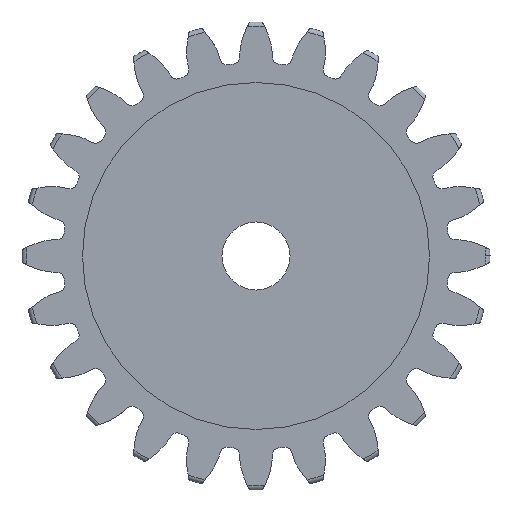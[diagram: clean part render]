
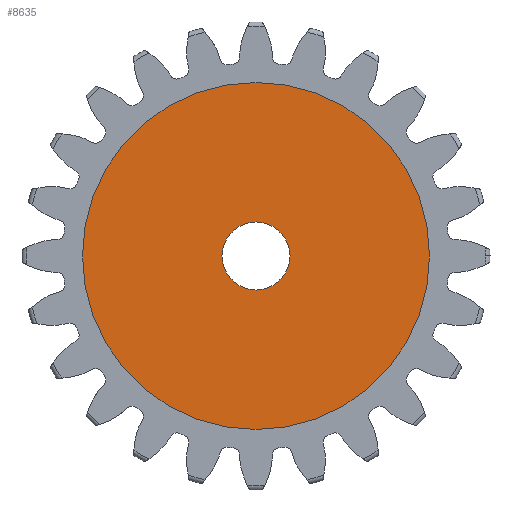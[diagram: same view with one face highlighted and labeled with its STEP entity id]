
A CAD part, left-side view. The second image highlights one B-rep face of the part: STEP entity #8635.
In plain terms, the highlighted planar face has unit normal (-1, 0, 0).
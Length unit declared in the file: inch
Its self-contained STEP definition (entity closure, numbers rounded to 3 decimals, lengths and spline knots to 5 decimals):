
#156 = DIRECTION ( 'NONE',  ( -1., 0., 0. ) ) ;
#571 = DIRECTION ( 'NONE',  ( 0., -1., 0. ) ) ;
#772 = CARTESIAN_POINT ( 'NONE',  ( -0.045, -0.30125, 0. ) ) ;
#1204 = EDGE_CURVE ( 'NONE', #6721, #1308, #3930, .T. ) ;
#1308 = VERTEX_POINT ( 'NONE', #3666 ) ;
#1735 = CARTESIAN_POINT ( 'NONE',  ( -0.045, 0., 0. ) ) ;
#2584 = DIRECTION ( 'NONE',  ( 0., -1., 0. ) ) ;
#3037 = DIRECTION ( 'NONE',  ( -1., 0., 0. ) ) ;
#3043 = ORIENTED_EDGE ( 'NONE', *, *, #1204, .T. ) ;
#3072 = CARTESIAN_POINT ( 'NONE',  ( -0.045, 0., 0. ) ) ;
#3153 = CIRCLE ( 'NONE', #4009, 0.05906 ) ;
#3179 = AXIS2_PLACEMENT_3D ( 'NONE', #10269, #156, #6071 ) ;
#3330 = ORIENTED_EDGE ( 'NONE', *, *, #6379, .F. ) ;
#3462 = FACE_BOUND ( 'NONE', #8025, .T. ) ;
#3666 = CARTESIAN_POINT ( 'NONE',  ( -0.045, 0.30125, 0. ) ) ;
#3679 = EDGE_CURVE ( 'NONE', #9355, #6561, #3153, .T. ) ;
#3907 = DIRECTION ( 'NONE',  ( 0., -1., 0. ) ) ;
#3930 = CIRCLE ( 'NONE', #7175, 0.30125 ) ;
#4009 = AXIS2_PLACEMENT_3D ( 'NONE', #9946, #4905, #10789 ) ;
#4235 = AXIS2_PLACEMENT_3D ( 'NONE', #1735, #7634, #2584 ) ;
#4353 = PLANE ( 'NONE',  #3179 ) ;
#4776 = CARTESIAN_POINT ( 'NONE',  ( -0.045, 0., 0.05906 ) ) ;
#4905 = DIRECTION ( 'NONE',  ( -1., 0., 0. ) ) ;
#5556 = CARTESIAN_POINT ( 'NONE',  ( -0.045, 0., -0.05906 ) ) ;
#5777 = AXIS2_PLACEMENT_3D ( 'NONE', #3072, #8962, #3907 ) ;
#6071 = DIRECTION ( 'NONE',  ( 0., -1., 0. ) ) ;
#6379 = EDGE_CURVE ( 'NONE', #6561, #9355, #10605, .T. ) ;
#6385 = ORIENTED_EDGE ( 'NONE', *, *, #8388, .T. ) ;
#6561 = VERTEX_POINT ( 'NONE', #5556 ) ;
#6721 = VERTEX_POINT ( 'NONE', #772 ) ;
#6836 = ORIENTED_EDGE ( 'NONE', *, *, #3679, .F. ) ;
#7175 = AXIS2_PLACEMENT_3D ( 'NONE', #8076, #3037, #571 ) ;
#7634 = DIRECTION ( 'NONE',  ( -1., 0., 0. ) ) ;
#8025 = EDGE_LOOP ( 'NONE', ( #3330, #6836 ) ) ;
#8076 = CARTESIAN_POINT ( 'NONE',  ( -0.045, 0., 0. ) ) ;
#8388 = EDGE_CURVE ( 'NONE', #1308, #6721, #9522, .T. ) ;
#8635 = ADVANCED_FACE ( 'NONE', ( #3462, #9912 ), #4353, .T. ) ;
#8962 = DIRECTION ( 'NONE',  ( -1., 0., 0. ) ) ;
#9355 = VERTEX_POINT ( 'NONE', #4776 ) ;
#9522 = CIRCLE ( 'NONE', #5777, 0.30125 ) ;
#9912 = FACE_OUTER_BOUND ( 'NONE', #10923, .T. ) ;
#9946 = CARTESIAN_POINT ( 'NONE',  ( -0.045, 0., 0. ) ) ;
#10269 = CARTESIAN_POINT ( 'NONE',  ( -0.045, 0., 0. ) ) ;
#10605 = CIRCLE ( 'NONE', #4235, 0.05906 ) ;
#10789 = DIRECTION ( 'NONE',  ( 0., -1., 0. ) ) ;
#10923 = EDGE_LOOP ( 'NONE', ( #3043, #6385 ) ) ;
